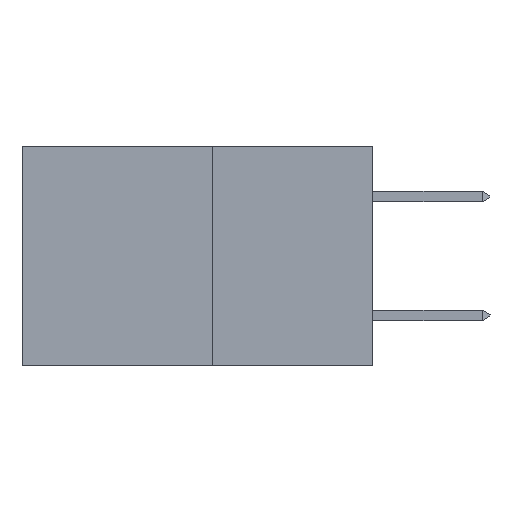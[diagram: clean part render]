
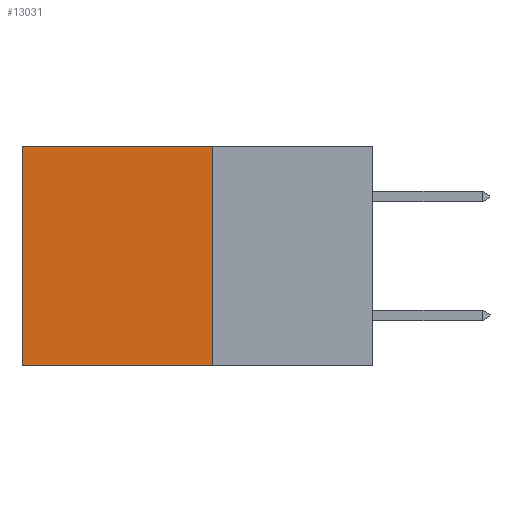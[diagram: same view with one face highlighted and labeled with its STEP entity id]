
A CAD part, left-side view. The second image highlights one B-rep face of the part: STEP entity #13031.
In plain terms, the highlighted planar face has unit normal (-1, 0, 0).
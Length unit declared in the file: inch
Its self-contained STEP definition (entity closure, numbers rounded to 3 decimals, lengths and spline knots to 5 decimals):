
#600 = ORIENTED_EDGE ( 'NONE', *, *, #4530, .F. ) ;
#2227 = VERTEX_POINT ( 'NONE', #4157 ) ;
#3039 = CARTESIAN_POINT ( 'NONE',  ( 0.277, 0.27, -0.37 ) ) ;
#4157 = CARTESIAN_POINT ( 'NONE',  ( 0.277, 0.59, 0. ) ) ;
#4285 = ORIENTED_EDGE ( 'NONE', *, *, #7128, .F. ) ;
#4530 = EDGE_CURVE ( 'NONE', #11586, #26223, #5875, .T. ) ;
#5153 = PLANE ( 'NONE',  #27463 ) ;
#5185 = VECTOR ( 'NONE', #5627, 39.37008 ) ;
#5627 = DIRECTION ( 'NONE',  ( 0., 0., -1. ) ) ;
#5733 = CARTESIAN_POINT ( 'NONE',  ( 0.277, 0.27, -0.37 ) ) ;
#5875 = LINE ( 'NONE', #5733, #5185 ) ;
#6770 = DIRECTION ( 'NONE',  ( 0., 0., -1. ) ) ;
#6987 = VECTOR ( 'NONE', #6770, 39.37008 ) ;
#7027 = CARTESIAN_POINT ( 'NONE',  ( 0.277, 0.59, -0.37 ) ) ;
#7128 = EDGE_CURVE ( 'NONE', #26223, #8772, #28074, .T. ) ;
#8564 = ORIENTED_EDGE ( 'NONE', *, *, #27705, .T. ) ;
#8772 = VERTEX_POINT ( 'NONE', #7027 ) ;
#8988 = CARTESIAN_POINT ( 'NONE',  ( 0.277, 0.59, -0.37 ) ) ;
#9693 = DIRECTION ( 'NONE',  ( 0., 1., 0. ) ) ;
#9731 = CARTESIAN_POINT ( 'NONE',  ( 0.277, 0.27, -0.37 ) ) ;
#10221 = DIRECTION ( 'NONE',  ( 0., 1., 0. ) ) ;
#11586 = VERTEX_POINT ( 'NONE', #11828 ) ;
#11828 = CARTESIAN_POINT ( 'NONE',  ( 0.277, 0.27, 0. ) ) ;
#11858 = DIRECTION ( 'NONE',  ( 1., 0., 0. ) ) ;
#13031 = ADVANCED_FACE ( 'NONE', ( #24616 ), #5153, .F. ) ;
#14308 = LINE ( 'NONE', #8988, #6987 ) ;
#16732 = VECTOR ( 'NONE', #9693, 39.37008 ) ;
#20302 = EDGE_LOOP ( 'NONE', ( #8564, #4285, #600, #27989 ) ) ;
#20626 = LINE ( 'NONE', #21368, #26426 ) ;
#21368 = CARTESIAN_POINT ( 'NONE',  ( 0.277, 0.27, 0. ) ) ;
#24616 = FACE_OUTER_BOUND ( 'NONE', #20302, .T. ) ;
#25198 = CARTESIAN_POINT ( 'NONE',  ( 0.277, 0.27, -0.37 ) ) ;
#26223 = VERTEX_POINT ( 'NONE', #3039 ) ;
#26426 = VECTOR ( 'NONE', #10221, 39.37008 ) ;
#26732 = EDGE_CURVE ( 'NONE', #11586, #2227, #20626, .T. ) ;
#27344 = DIRECTION ( 'NONE',  ( 0., 0., -1. ) ) ;
#27463 = AXIS2_PLACEMENT_3D ( 'NONE', #25198, #11858, #27344 ) ;
#27705 = EDGE_CURVE ( 'NONE', #2227, #8772, #14308, .T. ) ;
#27989 = ORIENTED_EDGE ( 'NONE', *, *, #26732, .T. ) ;
#28074 = LINE ( 'NONE', #9731, #16732 ) ;
